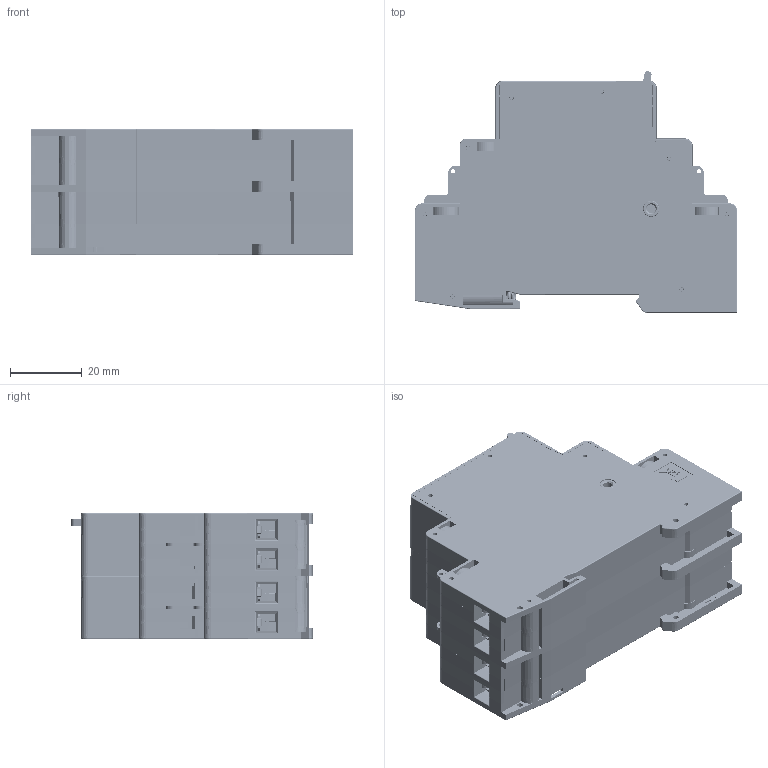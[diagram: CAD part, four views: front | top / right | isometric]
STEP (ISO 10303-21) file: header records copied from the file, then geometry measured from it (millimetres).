
FILE_DESCRIPTION((''),'2;1');
FILE_NAME('002464139_RBS420-2C-230V_AC_ASM','2021-08-11T',('marketing.praksa'),('Audax d.o.o.'),'CREO PARAMETRIC BY PTC INC, 2017480','CREO PARAMETRIC BY PTC INC, 2017480','');
FILE_SCHEMA(('AUTOMOTIVE_DESIGN { 1 0 10303 214 1 1 1 1 }'));
Products named in the file (42): 37425616-W_208_1_1; 37425422_171_1_1_1_2_1; 37425426_169_1_1; 37425430_265_1_1; 37900399_4_1_1_1_2_1; 37300811_10_1_1_1_2_1; 38552544_ASM_11_1_ASM_1_ASM_1_ASM; 37551871_4_1_1_1_2_1; 37300798_10_1_1; 38552458_ASM_7_1_ASM_1_ASM_1_ASM; 38552528-W_AF0_33_1_1_1_2_1; KONTAKTNA_PLOSCICA_AF0_10_1_1_4; 38552528-W_ASM_25_1_ASM_1_ASM_1_ASM; 38552529-W_AF0_27_1_1_1_2_1; KONTAKTNA_PLOSCICA_AF1_10_1_1_4; 38552529-W_ASM_28_1_ASM_1_ASM_1_ASM; 37425436_49_1_1_2_1; 37200736_11_1_1; 777070037_5_1_1_1_2_1; 37551909-W_77_1_1_1_2_1; 37551907-W_28_1_1_1_2_1; MODUL_2M_ASM_69_ASM_1_ASM_1_ASM; 37150131_OVG_22_1_1; 37150131_OVL_22_1_1; 37150131_ASM_17_ASM_1_ASM_1_ASM; 37430055_79_1_1; NAVITJE_TULJAVE_AC_5_1_1; 37551881_11_1_1; 37551882_SESTAV_60_1_1; MAGNET_AC_32A_ASM_53_ASM_1_ASM__ASM; 37425443-W_115_1_1; 37425431_115_1_1_1_2_1; 37425434_11_1_1_1_2_1; MEHANIZEM_2M-40_ASM_31_ASM_1_AS_ASM; 30070003-W_ASM_39_ASM_1_ASM_1_ASM; PLOSCICA_1_1_2_1; PRT9541_1_1; PRT9541_1_2; PRT9541_1_3; PRT9541_1_ASM ...
Assembly tree (78 placements, depth 6):
  002464139_RBS420-2C-230V_AC_ASM
    BI420-21_ASM_1_ASM
      30070003-W_ASM_39_ASM_1_ASM_1_ASM
        MODUL_2M_ASM_69_ASM_1_ASM_1_ASM
          37425616-W_208_1_1
          37425422_171_1_1_1_2_1  x2
          37425426_169_1_1
          37425430_265_1_1
          38552544_ASM_11_1_ASM_1_ASM_1_ASM  x8
            37900399_4_1_1_1_2_1
            37300811_10_1_1_1_2_1
          38552458_ASM_7_1_ASM_1_ASM_1_ASM  x2
            37551871_4_1_1_1_2_1
            37300798_10_1_1
          38552528-W_ASM_25_1_ASM_1_ASM_1_ASM  x4
            38552528-W_AF0_33_1_1_1_2_1
            KONTAKTNA_PLOSCICA_AF0_10_1_1_4
          38552529-W_ASM_28_1_ASM_1_ASM_1_ASM  x4
            38552529-W_AF0_27_1_1_1_2_1
            KONTAKTNA_PLOSCICA_AF1_10_1_1_4
          37425436_49_1_1_2_1
          37200736_11_1_1
          777070037_5_1_1_1_2_1  x8
          37551909-W_77_1_1_1_2_1
          37551907-W_28_1_1_1_2_1
        MAGNET_AC_32A_ASM_53_ASM_1_ASM__ASM
          37150131_ASM_17_ASM_1_ASM_1_ASM
            37150131_OVG_22_1_1  x14
            37150131_OVL_22_1_1
          37430055_79_1_1
          NAVITJE_TULJAVE_AC_5_1_1
          37551881_11_1_1
          37551882_SESTAV_60_1_1  x2
        MEHANIZEM_2M-40_ASM_31_ASM_1_AS_ASM
          37425443-W_115_1_1
          37425431_115_1_1_1_2_1
          37425434_11_1_1_1_2_1
      PLOSCICA_1_1_2_1  x2
      PRT9541_1_ASM
        PRT9541_1_1
        PRT9541_1_2
        PRT9541_1_3
Bounding box: 90 x 67.44 x 35.2 mm (x, y, z)
Volume: 67062.8 mm3; surface area: 137956.7 mm2
Topology: 81 solids, 112 shells, 10182 faces, 28215 edges, 18432 vertices
Faces by surface type: plane 6058, cylinder 2822, torus 458, bspline 409, cone 379, sphere 56
Entity records: 237596 total; most frequent: CARTESIAN_POINT 50527, ORIENTED_EDGE 30296, DIRECTION 28515, EDGE_CURVE 15158, VECTOR 10403, LINE 10403, VERTEX_POINT 9893, AXIS2_PLACEMENT_3D 9056
